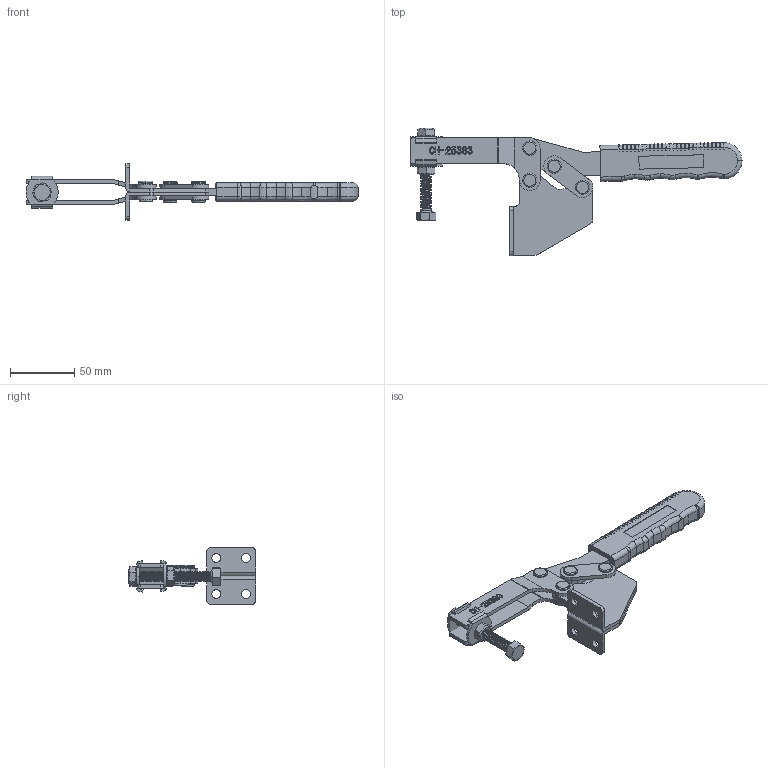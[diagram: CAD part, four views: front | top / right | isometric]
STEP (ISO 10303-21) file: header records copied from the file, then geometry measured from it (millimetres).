
FILE_DESCRIPTION (( 'STEP AP203' ), '1' );
FILE_NAME ('CH-25383.STEP', '2017-11-19T08:48:06', ( 'Windows' ), ( 'Microsoft' ), 'SwSTEP 2.0', 'SolidWorks 2015', '' );
FILE_SCHEMA (( 'CONFIG_CONTROL_DESIGN' ));
Length unit declared in the file: millimetre
Products named in the file (10): 25383-01; 25383-02; 25382-03; 25382-04; M8; 25382-05; 086512; FW380; 01; CH-25383
Assembly tree (15 placements, depth 2):
  CH-25383
    25383-01
    25383-02
    25382-03
    25382-04  x2
    25382-05  x4
    FW380  x2
    M8  x2
    086512
    01
Bounding box: 257.76 x 98.81 x 44 mm (x, y, z)
Volume: 94988.6 mm3; surface area: 60217.6 mm2
Topology: 17 solids, 17 shells, 1165 faces, 3012 edges, 1910 vertices
Faces by surface type: cylinder 454, plane 365, bspline 212, torus 106, cone 22, sphere 6
Entity records: 47181 total; most frequent: CARTESIAN_POINT 21507, ORIENTED_EDGE 5540, DIRECTION 4504, EDGE_CURVE 2770, VERTEX_POINT 1758, AXIS2_PLACEMENT_3D 1557, LINE 1390, VECTOR 1390
